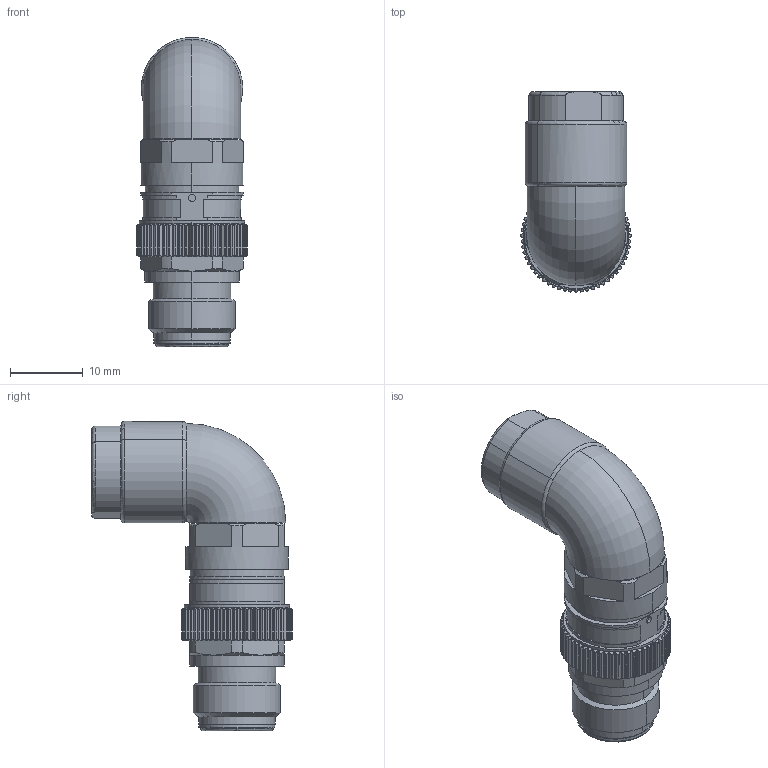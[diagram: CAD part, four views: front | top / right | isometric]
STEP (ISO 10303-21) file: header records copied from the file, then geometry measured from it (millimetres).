
FILE_DESCRIPTION(('CATIA V5 STEP Exchange','CAx-IF Rec.Pracs.--- Model Styling and Organization---1.4--- 2014-01-23'),'2;1');
FILE_NAME ('1165828-1_1_2702710000_2702710000.stp','2019-08-28T07:07:36+00:00',('none'),('Weidmueller'),'CATIA Version 5-6 Release 2016 SP3 HF44','CATIA V5 STEP AP214','none');
FILE_SCHEMA(('AUTOMOTIVE_DESIGN { 1 0 10303 214 1 1 1 1 }'));
Length unit declared in the file: millimetre
Products named in the file (1): 2702710000
Bounding box: 15.2 x 27.6 x 42.63 mm (x, y, z)
Volume: 9526.8 mm3; surface area: 7410 mm2
Topology: 19 solids, 19 shells, 1364 faces, 3455 edges, 2001 vertices
Faces by surface type: cylinder 533, plane 338, cone 167, sphere 124, bspline 105, torus 97
Entity records: 42486 total; most frequent: CARTESIAN_POINT 13503, ORIENTED_EDGE 6612, DIRECTION 4838, EDGE_CURVE 3306, AXIS2_PLACEMENT_3D 2398, VERTEX_POINT 2001, EDGE_LOOP 1395, ADVANCED_FACE 1364
